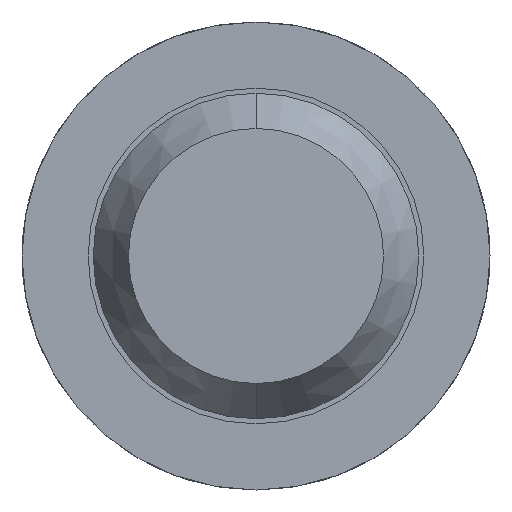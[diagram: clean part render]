
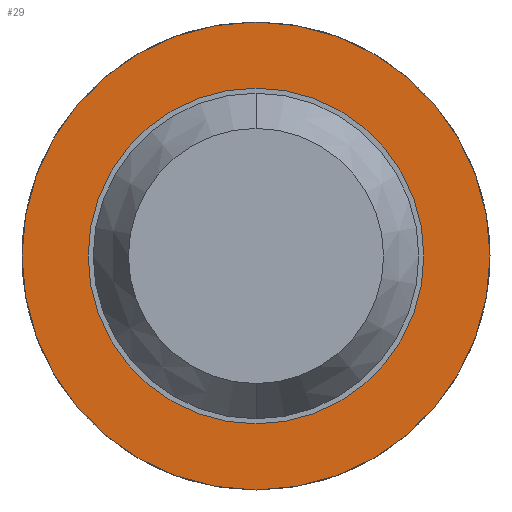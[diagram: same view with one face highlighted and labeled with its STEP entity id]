
A CAD part, front view. The second image highlights one B-rep face of the part: STEP entity #29.
In plain terms, the highlighted planar face has unit normal (0, -1, 0).
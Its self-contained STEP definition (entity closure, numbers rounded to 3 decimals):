
#29 = ADVANCED_FACE ( 'Defeature ausgef�hrt3_14', ( #3300, #2274 ), #97, .F. ) ;
#97 = PLANE ( 'NONE',  #3148 ) ;
#393 = CARTESIAN_POINT ( 'NONE',  ( 0., -1.7, 1.15 ) ) ;
#775 = EDGE_CURVE ( 'Defeature ausgef�hrt3_14+Defeature ausgef�hrt3_13+Defeature ausgef�hrt3_13+Defeature ausgef�hrt3_13', #3153, #1858, #3077, .T. ) ;
#881 = CIRCLE ( 'NONE', #1591, 1.15 ) ;
#937 = AXIS2_PLACEMENT_3D ( 'NONE', #2329, #1567, #1617 ) ;
#943 = ORIENTED_EDGE ( 'NONE', *, *, #2731, .F. ) ;
#1047 = CARTESIAN_POINT ( 'NONE',  ( 0., -1.7, 0.825 ) ) ;
#1092 = CIRCLE ( 'NONE', #937, 0.825 ) ;
#1485 = DIRECTION ( 'NONE',  ( 0., 0., 1. ) ) ;
#1539 = DIRECTION ( 'NONE',  ( 0., 0., 1. ) ) ;
#1567 = DIRECTION ( 'NONE',  ( 0., 1., 0. ) ) ;
#1591 = AXIS2_PLACEMENT_3D ( 'NONE', #3389, #2280, #3786 ) ;
#1617 = DIRECTION ( 'NONE',  ( 0., 0., 1. ) ) ;
#1858 = VERTEX_POINT ( 'NONE', #2383 ) ;
#1943 = CARTESIAN_POINT ( 'NONE',  ( 0., -1.7, 0. ) ) ;
#1966 = CARTESIAN_POINT ( 'NONE',  ( 0.825, -1.7, 0. ) ) ;
#1978 = CARTESIAN_POINT ( 'NONE',  ( 0., -1.7, -1.15 ) ) ;
#1994 = ORIENTED_EDGE ( 'NONE', *, *, #775, .T. ) ;
#2274 = FACE_BOUND ( 'NONE', #4757, .T. ) ;
#2280 = DIRECTION ( 'NONE',  ( 0., 1., 0. ) ) ;
#2329 = CARTESIAN_POINT ( 'NONE',  ( 0., -1.7, 0. ) ) ;
#2383 = CARTESIAN_POINT ( 'NONE',  ( 0., -1.7, -0.825 ) ) ;
#2682 = DIRECTION ( 'NONE',  ( 0., 1., 0. ) ) ;
#2731 = EDGE_CURVE ( 'Defeature ausgef�hrt3_10+Defeature ausgef�hrt3_14+Defeature ausgef�hrt3_14+Defeature ausgef�hrt3_14', #4297, #3753, #3342, .T. ) ;
#2946 = DIRECTION ( 'NONE',  ( 0., 1., 0. ) ) ;
#3077 = CIRCLE ( 'NONE', #3820, 0.825 ) ;
#3148 = AXIS2_PLACEMENT_3D ( 'NONE', #1966, #2682, #3852 ) ;
#3153 = VERTEX_POINT ( 'NONE', #1047 ) ;
#3261 = EDGE_CURVE ( 'Defeature ausgef�hrt3_10+Defeature ausgef�hrt3_14+Defeature ausgef�hrt3_14+Defeature ausgef�hrt3_14', #3753, #4297, #881, .T. ) ;
#3266 = EDGE_CURVE ( 'Defeature ausgef�hrt3_14+Defeature ausgef�hrt3_13+Defeature ausgef�hrt3_13+Defeature ausgef�hrt3_13', #1858, #3153, #1092, .T. ) ;
#3300 = FACE_OUTER_BOUND ( 'NONE', #3435, .T. ) ;
#3342 = CIRCLE ( 'NONE', #4509, 1.15 ) ;
#3382 = DIRECTION ( 'NONE',  ( 0., 1., 0. ) ) ;
#3389 = CARTESIAN_POINT ( 'NONE',  ( 0., -1.7, 0. ) ) ;
#3435 = EDGE_LOOP ( 'NONE', ( #943, #4167 ) ) ;
#3753 = VERTEX_POINT ( 'NONE', #1978 ) ;
#3786 = DIRECTION ( 'NONE',  ( 0., 0., 1. ) ) ;
#3820 = AXIS2_PLACEMENT_3D ( 'NONE', #4806, #2946, #1485 ) ;
#3852 = DIRECTION ( 'NONE',  ( 0., 0., 1. ) ) ;
#4167 = ORIENTED_EDGE ( 'NONE', *, *, #3261, .F. ) ;
#4297 = VERTEX_POINT ( 'NONE', #393 ) ;
#4365 = ORIENTED_EDGE ( 'NONE', *, *, #3266, .T. ) ;
#4509 = AXIS2_PLACEMENT_3D ( 'NONE', #1943, #3382, #1539 ) ;
#4757 = EDGE_LOOP ( 'NONE', ( #1994, #4365 ) ) ;
#4806 = CARTESIAN_POINT ( 'NONE',  ( 0., -1.7, 0. ) ) ;
